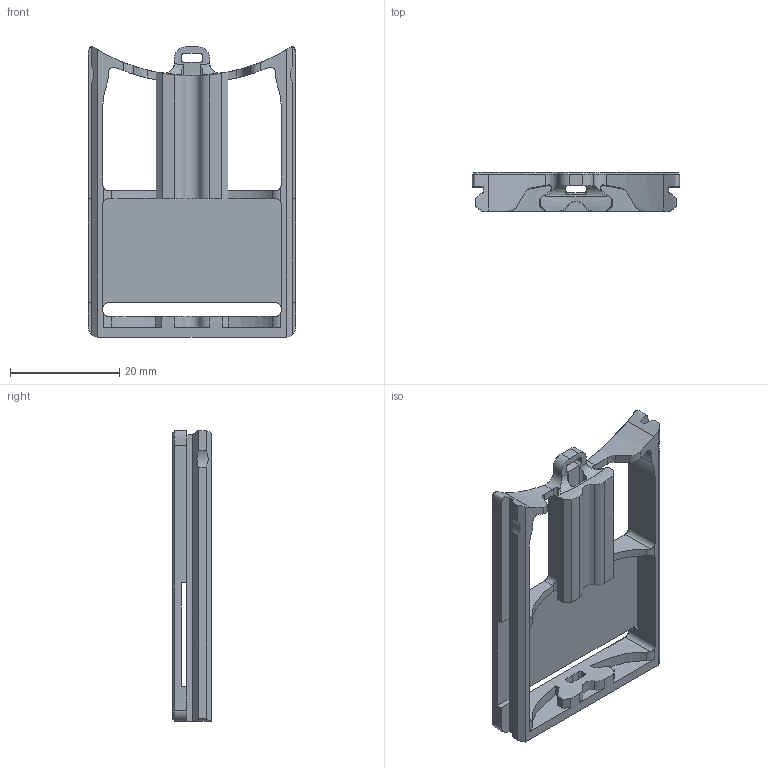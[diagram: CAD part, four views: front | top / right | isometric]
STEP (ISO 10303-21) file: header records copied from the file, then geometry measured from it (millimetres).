
FILE_DESCRIPTION (( 'STEP AP203' ), '1' );
FILE_NAME ('top_battery_cart_tape^frame_cf.STEP', '2025-02-20T05:42:34', ( '' ), ( '' ), 'SwSTEP 2.0', 'SolidWorks 2022', '' );
FILE_SCHEMA (( 'CONFIG_CONTROL_DESIGN' ));
Length unit declared in the file: millimetre
Products named in the file (1): top_battery_cart_tape^frame_cf
Bounding box: 38 x 7.06 x 53.08 mm (x, y, z)
Volume: 4915.9 mm3; surface area: 5876.7 mm2
Topology: 1 solids, 1 shells, 200 faces, 562 edges, 356 vertices
Faces by surface type: plane 90, cylinder 65, cone 32, bspline 12, torus 1
Entity records: 7464 total; most frequent: CARTESIAN_POINT 2333, ORIENTED_EDGE 1124, DIRECTION 986, EDGE_CURVE 562, VERTEX_POINT 356, VECTOR 338, LINE 338, AXIS2_PLACEMENT_3D 324
